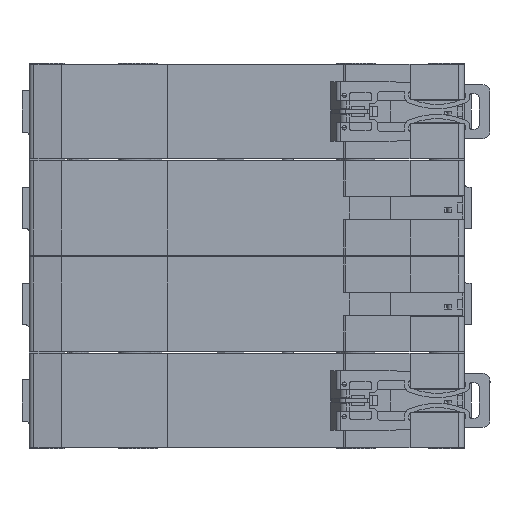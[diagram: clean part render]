
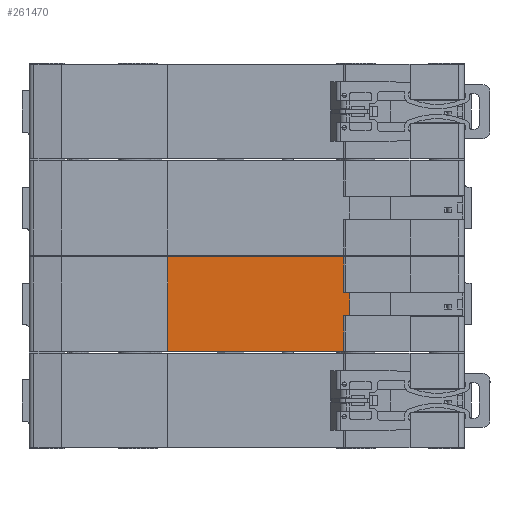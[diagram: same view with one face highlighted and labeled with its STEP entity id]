
A CAD part, front view. The second image highlights one B-rep face of the part: STEP entity #261470.
In plain terms, the highlighted planar face has unit normal (0, -1, 0).
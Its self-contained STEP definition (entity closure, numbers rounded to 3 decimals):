
#65370=CARTESIAN_POINT('',(57.8,5.5,-8.7));
#65380=VERTEX_POINT('',#65370);
#65410=CARTESIAN_POINT('',(57.8,5.5,-8.7));
#65420=DIRECTION('',(0.,0.,-1.));
#65430=VECTOR('',#65420,1.);
#65440=LINE('',#65410,#65430);
#65450=CARTESIAN_POINT('',(57.8,5.5,-2.1));
#65460=VERTEX_POINT('',#65450);
#65470=EDGE_CURVE('',#65460,#65380,#65440,.T.);
#66960=CARTESIAN_POINT('',(58.9,5.5,-2.1));
#66970=VERTEX_POINT('',#66960);
#67310=CARTESIAN_POINT('',(30.148,5.5,-2.1));
#67320=DIRECTION('',(1.,0.,0.));
#67330=VECTOR('',#67320,1.);
#67340=LINE('',#67310,#67330);
#67350=EDGE_CURVE('',#65460,#66970,#67340,.T.);
#192140=CARTESIAN_POINT('',(22.5,5.5,8.7));
#192150=VERTEX_POINT('',#192140);
#192180=CARTESIAN_POINT('',(22.5,5.5,-8.7));
#192190=DIRECTION('',(0.,0.,-1.));
#192200=VECTOR('',#192190,1.);
#192210=LINE('',#192180,#192200);
#192220=CARTESIAN_POINT('',(22.5,5.5,-8.7));
#192230=VERTEX_POINT('',#192220);
#192240=EDGE_CURVE('',#192150,#192230,#192210,.T.);
#260430=CARTESIAN_POINT('',(30.148,5.5,
2.1));
#260440=DIRECTION('',(-1.,0.,0.));
#260450=VECTOR('',#260440,1.);
#260460=LINE('',#260430,#260450);
#260470=CARTESIAN_POINT('',(58.9,5.5,
2.1));
#260480=VERTEX_POINT('',#260470);
#260490=CARTESIAN_POINT('',(57.8,5.5,
2.1));
#260500=VERTEX_POINT('',#260490);
#260510=EDGE_CURVE('',#260480,#260500,#260460,.T.);
#261100=CARTESIAN_POINT('',(40.768,5.5,
8.7));
#261110=DIRECTION('',(-0.,-1.,-0.));
#261120=DIRECTION('',(-1.,0.,0.));
#261130=AXIS2_PLACEMENT_3D('',#261100,#261110,#261120);
#261140=PLANE('',#261130);
#261150=ORIENTED_EDGE('',*,*,#67350,.T.);
#261160=ORIENTED_EDGE('',*,*,#65470,.F.);
#261170=CARTESIAN_POINT('',(30.148,5.5,
-8.7));
#261180=DIRECTION('',(1.,0.,0.));
#261190=VECTOR('',#261180,1.);
#261200=LINE('',#261170,#261190);
#261210=EDGE_CURVE('',#192230,#65380,#261200,.T.);
#261220=ORIENTED_EDGE('',*,*,#261210,.T.);
#261230=ORIENTED_EDGE('',*,*,#192240,.T.);
#261240=CARTESIAN_POINT('',(30.148,5.5,
8.7));
#261250=DIRECTION('',(1.,0.,0.));
#261260=VECTOR('',#261250,1.);
#261270=LINE('',#261240,#261260);
#261280=CARTESIAN_POINT('',(57.8,5.5,
8.7));
#261290=VERTEX_POINT('',#261280);
#261300=EDGE_CURVE('',#192150,#261290,#261270,.T.);
#261310=ORIENTED_EDGE('',*,*,#261300,.F.);
#261320=CARTESIAN_POINT('',(57.8,5.5,
-8.7));
#261330=DIRECTION('',(0.,0.,1.));
#261340=VECTOR('',#261330,1.);
#261350=LINE('',#261320,#261340);
#261360=EDGE_CURVE('',#260500,#261290,#261350,.T.);
#261370=ORIENTED_EDGE('',*,*,#261360,.T.);
#261380=ORIENTED_EDGE('',*,*,#260510,.T.);
#261390=CARTESIAN_POINT('',(58.9,5.5,
-8.7));
#261400=DIRECTION('',(0.,0.,-1.));
#261410=VECTOR('',#261400,1.);
#261420=LINE('',#261390,#261410);
#261430=EDGE_CURVE('',#260480,#66970,#261420,.T.);
#261440=ORIENTED_EDGE('',*,*,#261430,.F.);
#261450=EDGE_LOOP('',(#261440,#261380,#261370,#261310,#261230,#261220,
#261160,#261150));
#261460=FACE_OUTER_BOUND('',#261450,.T.);
#261470=ADVANCED_FACE('',(#261460),#261140,.T.);
